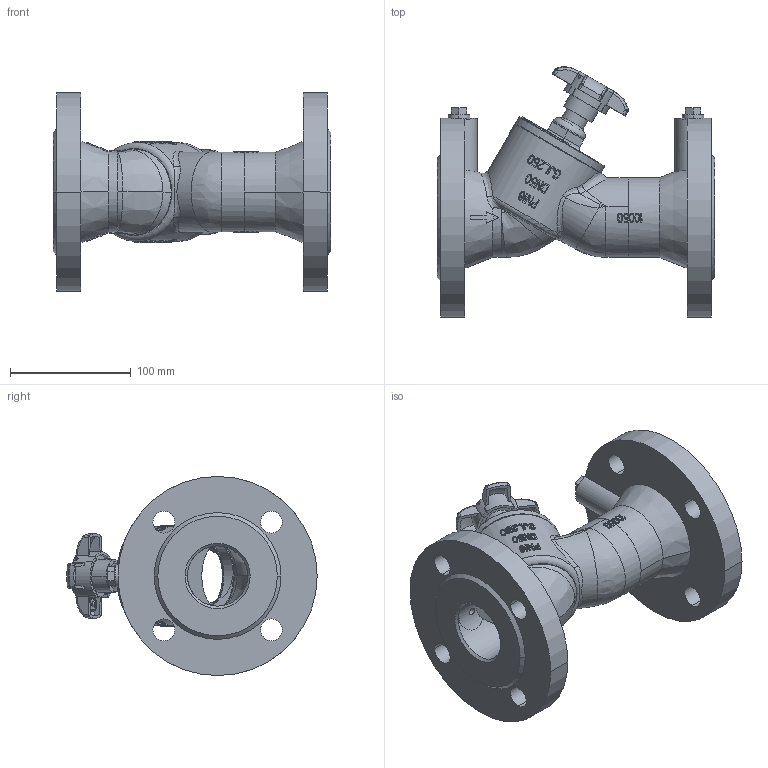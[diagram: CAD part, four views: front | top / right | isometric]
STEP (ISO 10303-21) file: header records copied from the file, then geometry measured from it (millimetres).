
FILE_DESCRIPTION((''),'2;1');
FILE_NAME('003Z1061_ASM','2015-05-12T',('u317927'),('Danfoss'),'PRO/ENGINEER BY PARAMETRIC TECHNOLOGY CORPORATION, 2014000','PRO/ENGINEER BY PARAMETRIC TECHNOLOGY CORPORATION, 2014000','');
FILE_SCHEMA(('CONFIG_CONTROL_DESIGN'));
Products named in the file (12): XIN50BODY_2; XINBONNET_7; SEAT_HANDWHEEL_DN50_1; BODY_HANDWHEEL_DN50_1; TOP_HANDWHEEL_DN50_1; RINGWHEEL_HANDWHEEL_DN50_1; ASM-HANDWHEEL_ASM_1_ASM_ASM; GASKECT567_1; NOPPLE_1; ASM0001_ASM_2_ASM_ASM; 003Z1061_ASM_ASM_ASM; 003Z1061_ASM
Assembly tree (13 placements, depth 5):
  003Z1061_ASM
    003Z1061_ASM_ASM_ASM
      ASM0001_ASM_2_ASM_ASM
        XIN50BODY_2
        XINBONNET_7
        ASM-HANDWHEEL_ASM_1_ASM_ASM
          SEAT_HANDWHEEL_DN50_1
          BODY_HANDWHEEL_DN50_1
          TOP_HANDWHEEL_DN50_1
          RINGWHEEL_HANDWHEEL_DN50_1
        GASKECT567_1  x2
        NOPPLE_1  x2
Bounding box: 230 x 207.41 x 165 mm (x, y, z)
Volume: 1259125.5 mm3; surface area: 253615 mm2
Topology: 10 solids, 16 shells, 3160 faces, 9055 edges, 6020 vertices
Faces by surface type: plane 2096, bspline 642, cylinder 301, cone 54, extrusion 29, torus 22, sphere 9, revolution 7
Entity records: 119739 total; most frequent: CARTESIAN_POINT 41934, ORIENTED_EDGE 17924, DIRECTION 13236, EDGE_CURVE 8972, VECTOR 6025, LINE 5996, VERTEX_POINT 5974, AXIS2_PLACEMENT_3D 3602
